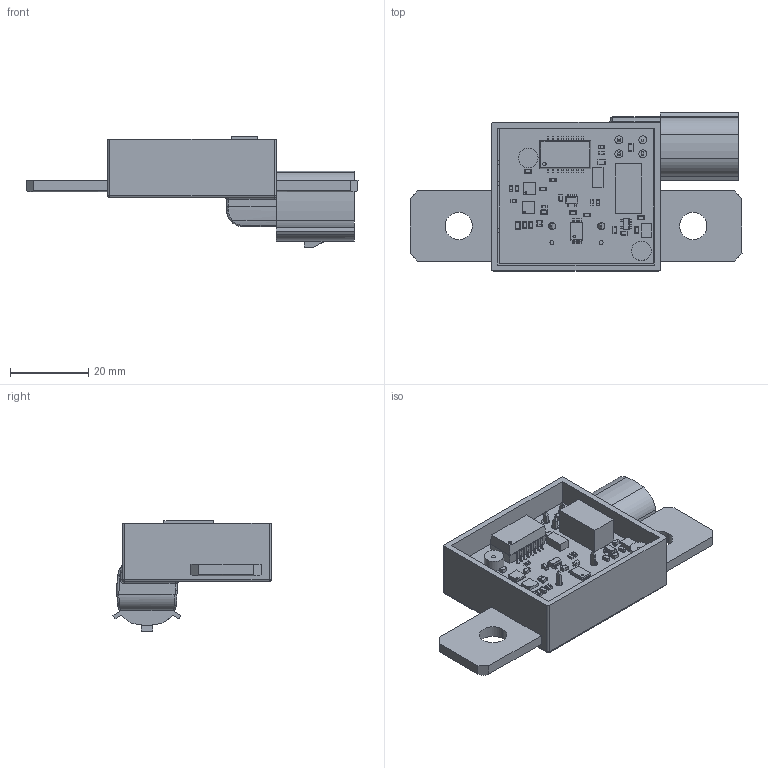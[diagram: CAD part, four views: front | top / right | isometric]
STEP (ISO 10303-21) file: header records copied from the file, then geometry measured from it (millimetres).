
FILE_DESCRIPTION(('Open CASCADE Model'),'2;1');
FILE_NAME('Open CASCADE Shape Model','2018-02-23T20:26:17',('Author'),( 'Open CASCADE'),'Open CASCADE STEP processor 6.8','Open CASCADE 6.8' ,'Unknown');
FILE_SCHEMA(('AUTOMOTIVE_DESIGN { 1 0 10303 214 1 1 1 1 }'));
Length unit declared in the file: millimetre
Products named in the file (158): PCB; Board; L1; 776882448; Extruded; C10; 1009833344; Terminal; Open_CASCADE_STEP_translator_6.8_1.1.1; Open_CASCADE_STEP_translator_6.8_1.1.2; Mid_Body; Open_CASCADE_STEP_translator_6.8_1.2.1; C4; 1009819648; R3; ACAS_0606; R1; 1009818624; Mark; C1; 1009821056; Open_CASCADE_STEP_translator_6.8_2.1.1; Open_CASCADE_STEP_translator_6.8_2.1.2; Open_CASCADE_STEP_translator_6.8_2.2.1; C2; 1009825792; C5; C3; C6; 1009818112; C7; C12; C11; C9; 1009815552; C13; C8; 1009821312; C14; C15 ...
Assembly tree (221 placements, depth 5):
  PCB
    Board
    L1
      776882448
        Extruded
    C10
      1009833344
        Terminal
          Open_CASCADE_STEP_translator_6.8_1.1.1
          Open_CASCADE_STEP_translator_6.8_1.1.2
        Mid_Body
          Open_CASCADE_STEP_translator_6.8_1.2.1
    C4
      1009819648
        Terminal
          Open_CASCADE_STEP_translator_6.8_1.1.1
          Open_CASCADE_STEP_translator_6.8_1.1.2
        Mid_Body
          Open_CASCADE_STEP_translator_6.8_1.2.1
    R3
      ACAS_0606
    R1
      1009818624
        Mid_Body
        Terminal  x2
          Open_CASCADE_STEP_translator_6.8_1.2.1
        Mark
    C1
      1009821056
        Terminal
          Open_CASCADE_STEP_translator_6.8_2.1.1
          Open_CASCADE_STEP_translator_6.8_2.1.2
        Mid_Body
          Open_CASCADE_STEP_translator_6.8_2.2.1
    C2
      1009825792
        Terminal
          Open_CASCADE_STEP_translator_6.8_1.1.1
          Open_CASCADE_STEP_translator_6.8_1.1.2
        Mid_Body
          Open_CASCADE_STEP_translator_6.8_1.2.1
    C5
      1009833344
        Terminal
          Open_CASCADE_STEP_translator_6.8_1.1.1
          Open_CASCADE_STEP_translator_6.8_1.1.2
        Mid_Body
          Open_CASCADE_STEP_translator_6.8_1.2.1
    C3
      1009833344
        Terminal
          Open_CASCADE_STEP_translator_6.8_1.1.1
          Open_CASCADE_STEP_translator_6.8_1.1.2
        Mid_Body
          Open_CASCADE_STEP_translator_6.8_1.2.1
    C6
      1009818112
        Terminal
          Open_CASCADE_STEP_translator_6.8_1.1.1
          Open_CASCADE_STEP_translator_6.8_1.1.2
Bounding box: 84.99 x 40.49 x 28.29 mm (x, y, z)
Volume: 21916.9 mm3; surface area: 21548.7 mm2
Topology: 152 solids, 155 shells, 2955 faces, 6811 edges, 4025 vertices
Faces by surface type: plane 2069, cylinder 664, sphere 152, bspline 48, cone 13, torus 9
Full cylindrical faces by diameter (mm): 0.388 x2, 0.6 x1, 0.9 x1, 1.02 x2, 1.85 x2, 2.05 x4, 2.65 x2, 5 x2
Entity records: 53901 total; most frequent: CARTESIAN_POINT 11123, DIRECTION 8306, ORIENTED_EDGE 7975, EDGE_CURVE 3989, LINE 3064, VECTOR 3064, AXIS2_PLACEMENT_3D 2621, VERTEX_POINT 2475
